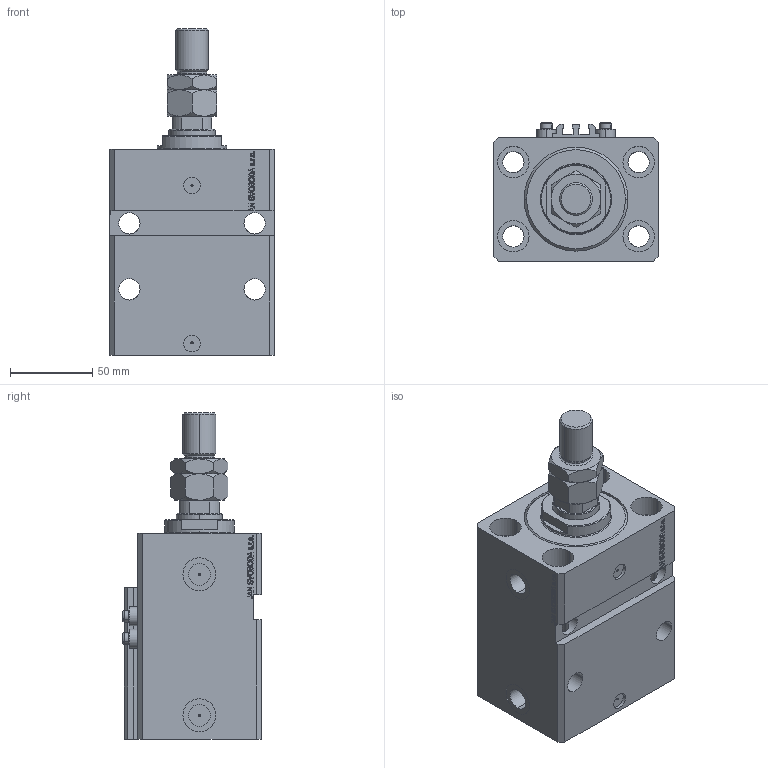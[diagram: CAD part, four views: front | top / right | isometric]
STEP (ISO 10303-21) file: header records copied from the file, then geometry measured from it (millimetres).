
FILE_DESCRIPTION (( 'STEP AP203' ), '1' );
FILE_NAME ('b9b9.STEP', '2024-02-23T08:48:40', ( '' ), ( '' ), 'SwSTEP 2.0', 'SolidWorks 2019', '' );
FILE_SCHEMA (( 'CONFIG_CONTROL_DESIGN' ));
Length unit declared in the file: millimetre
Products named in the file (6): V250CE_VC_E 78d06480da147a57f86c5a3742c353a9; ALLEN BOLT V250CE 78d06480da147a57f86c5a3742c353a9; V250CE_E_Body 78d06480da147a57f86c5a3742c353a9; MTA 78d06480da147a57f86c5a3742c353a9; V250CE_C_VCP 78d06480da147a57f86c5a3742c353a9; b9b9
Assembly tree (8 placements, depth 2):
  b9b9
    V250CE_E_Body 78d06480da147a57f86c5a3742c353a9
    ALLEN BOLT V250CE 78d06480da147a57f86c5a3742c353a9  x4
    V250CE_C_VCP 78d06480da147a57f86c5a3742c353a9
    V250CE_VC_E 78d06480da147a57f86c5a3742c353a9
    MTA 78d06480da147a57f86c5a3742c353a9
Bounding box: 100 x 84 x 198 mm (x, y, z)
Volume: 793095.1 mm3; surface area: 157383.3 mm2
Topology: 9 solids, 9 shells, 1173 faces, 2918 edges, 1873 vertices
Faces by surface type: plane 554, bspline 357, cylinder 162, cone 84, torus 16
Entity records: 50309 total; most frequent: CARTESIAN_POINT 25719, ORIENTED_EDGE 5526, DIRECTION 3721, EDGE_CURVE 2763, VERTEX_POINT 1789, VECTOR 1643, LINE 1643, EDGE_LOOP 1242
